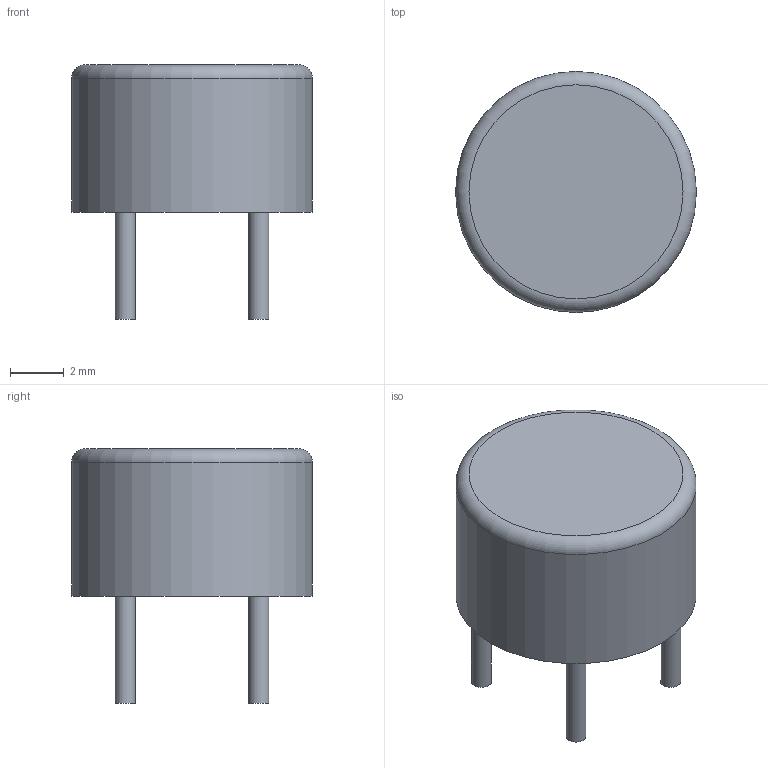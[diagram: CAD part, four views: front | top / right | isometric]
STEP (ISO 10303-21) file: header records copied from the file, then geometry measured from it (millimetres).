
FILE_DESCRIPTION(('FreeCAD Model'),'2;1');
FILE_NAME('RB1A.stp', '2014-10-18T20:36:41',('FreeCAD'),('FreeCAD'), 'Open CASCADE STEP processor 6.6','FreeCAD','Unknown');
FILE_SCHEMA(('AUTOMOTIVE_DESIGN_CC2 { 1 2 10303 214 -1 1 5 4 }'));
Length unit declared in the file: millimetre
Products named in the file (2): Fillet; Pad001
Bounding box: 9 x 9 x 9.5 mm (x, y, z)
Volume: 355.5 mm3; surface area: 317.8 mm2
Topology: 5 solids, 5 shells, 16 faces, 17 edges, 11 vertices
Faces by surface type: plane 10, cylinder 5, torus 1
Full cylindrical faces by diameter (mm): 0.75 x4, 9 x1
Entity records: 615 total; most frequent: CARTESIAN_POINT 141, DIRECTION 85, ORIENTED_EDGE 34, PCURVE 34, DEFINITIONAL_REPRESENTATION 34, AXIS2_PLACEMENT_3D 29, LINE 27, VECTOR 27
